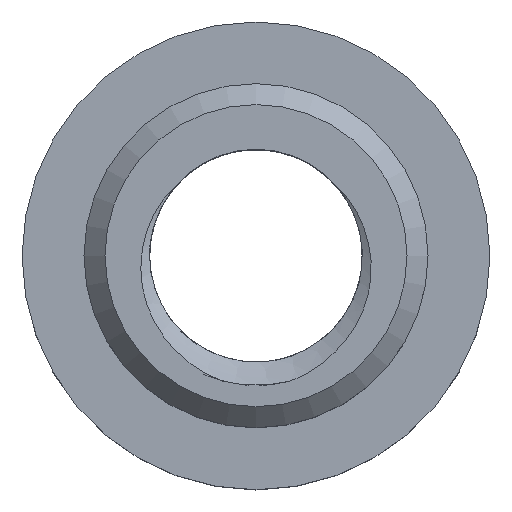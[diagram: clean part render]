
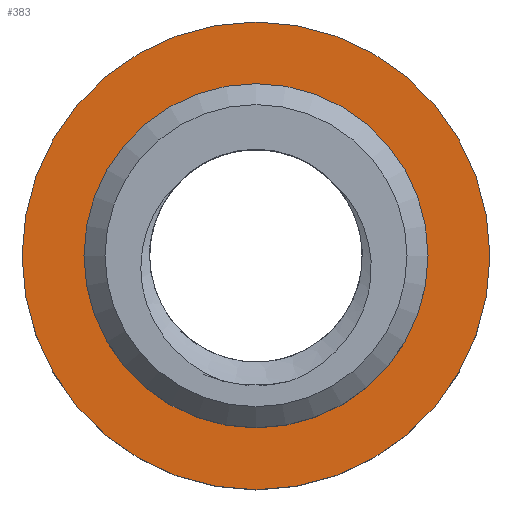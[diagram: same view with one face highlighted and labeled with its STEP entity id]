
A CAD part, top view. The second image highlights one B-rep face of the part: STEP entity #383.
In plain terms, the highlighted planar face has unit normal (0, 0, 1).
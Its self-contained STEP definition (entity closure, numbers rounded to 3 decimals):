
#18=FACE_BOUND('',#68,.T.);
#21=PLANE('',#426);
#44=FACE_OUTER_BOUND('',#67,.T.);
#67=EDGE_LOOP('',(#340));
#68=EDGE_LOOP('',(#341));
#77=CIRCLE('',#420,2.045);
#78=CIRCLE('',#424,2.78);
#176=VERTEX_POINT('',#1081);
#177=VERTEX_POINT('',#1674);
#225=EDGE_CURVE('',#176,#176,#77,.T.);
#232=EDGE_CURVE('',#177,#177,#78,.T.);
#340=ORIENTED_EDGE('',*,*,#232,.T.);
#341=ORIENTED_EDGE('',*,*,#225,.T.);
#383=ADVANCED_FACE('',(#44,#18),#21,.T.);
#420=AXIS2_PLACEMENT_3D('',#1083,#486,#487);
#424=AXIS2_PLACEMENT_3D('',#1675,#494,#495);
#426=AXIS2_PLACEMENT_3D('',#1679,#499,#500);
#486=DIRECTION('center_axis',(0.,0.,-1.));
#487=DIRECTION('ref_axis',(1.,0.,0.));
#494=DIRECTION('center_axis',(0.,0.,1.));
#495=DIRECTION('ref_axis',(1.,0.,0.));
#499=DIRECTION('center_axis',(0.,0.,1.));
#500=DIRECTION('ref_axis',(1.,0.,0.));
#1081=CARTESIAN_POINT('',(-2.045,0.,1.5));
#1083=CARTESIAN_POINT('Origin',(0.,0.,1.5));
#1674=CARTESIAN_POINT('',(-2.78,0.,1.5));
#1675=CARTESIAN_POINT('Origin',(0.,0.,1.5));
#1679=CARTESIAN_POINT('Origin',(0.,0.,1.5));
